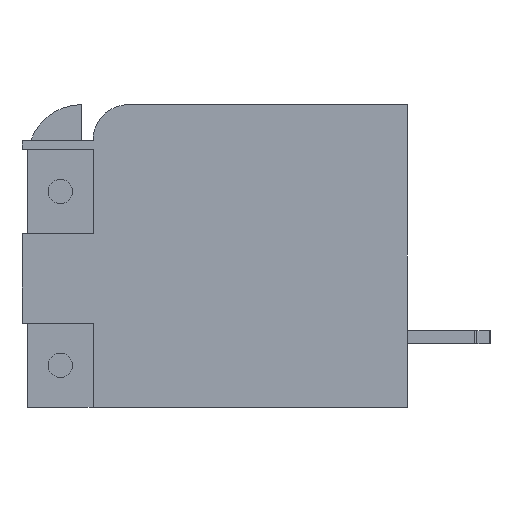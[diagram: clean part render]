
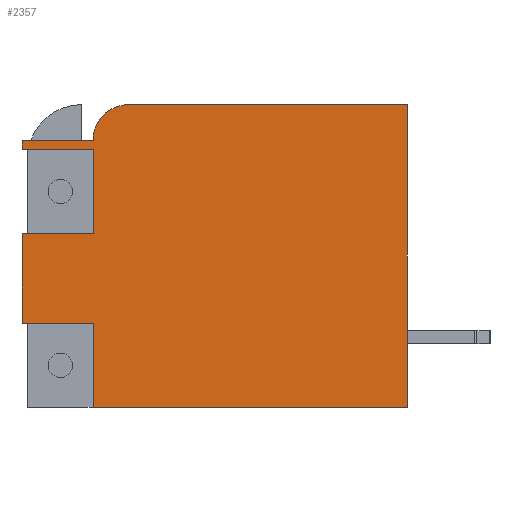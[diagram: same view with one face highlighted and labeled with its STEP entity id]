
A CAD part, left-side view. The second image highlights one B-rep face of the part: STEP entity #2357.
In plain terms, the highlighted planar face has unit normal (-1, 0, 0).
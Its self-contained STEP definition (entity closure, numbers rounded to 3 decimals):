
#61=DIRECTION('',(0.,-1.,0.));
#62=VECTOR('',#61,16.8);
#63=CARTESIAN_POINT('',(-10.3,6.5,-8.1));
#64=LINE('',#63,#62);
#317=DIRECTION('',(0.,-1.,0.));
#318=VECTOR('',#317,14.9);
#319=CARTESIAN_POINT('',(-10.3,4.6,8.1));
#320=LINE('',#319,#318);
#321=CARTESIAN_POINT('',(-10.3,4.6,6.2));
#322=DIRECTION('',(-1.,0.,0.));
#323=DIRECTION('',(0.,0.,1.));
#324=AXIS2_PLACEMENT_3D('',#321,#322,#323);
#326=DIRECTION('',(0.,0.,1.));
#327=VECTOR('',#326,4.5);
#328=CARTESIAN_POINT('',(-10.3,6.5,-8.1));
#329=LINE('',#328,#327);
#330=DIRECTION('',(0.,-1.,0.));
#331=VECTOR('',#330,3.8);
#332=CARTESIAN_POINT('',(-10.3,10.3,-3.6));
#333=LINE('',#332,#331);
#334=DIRECTION('',(0.,0.,1.));
#335=VECTOR('',#334,4.8);
#336=CARTESIAN_POINT('',(-10.3,10.3,-3.6));
#337=LINE('',#336,#335);
#338=DIRECTION('',(0.,-1.,0.));
#339=VECTOR('',#338,3.8);
#340=CARTESIAN_POINT('',(-10.3,10.3,1.2));
#341=LINE('',#340,#339);
#342=DIRECTION('',(0.,0.,1.));
#343=VECTOR('',#342,4.5);
#344=CARTESIAN_POINT('',(-10.3,6.5,1.2));
#345=LINE('',#344,#343);
#346=DIRECTION('',(0.,-1.,0.));
#347=VECTOR('',#346,3.8);
#348=CARTESIAN_POINT('',(-10.3,10.3,5.7));
#349=LINE('',#348,#347);
#350=DIRECTION('',(0.,0.,1.));
#351=VECTOR('',#350,0.47);
#352=CARTESIAN_POINT('',(-10.3,10.3,5.7));
#353=LINE('',#352,#351);
#354=DIRECTION('',(0.,-1.,0.));
#355=VECTOR('',#354,3.8);
#356=CARTESIAN_POINT('',(-10.3,10.3,6.17));
#357=LINE('',#356,#355);
#358=DIRECTION('',(0.,0.,-1.));
#359=VECTOR('',#358,0.03);
#360=CARTESIAN_POINT('',(-10.3,6.5,6.2));
#361=LINE('',#360,#359);
#366=DIRECTION('',(0.,0.,1.));
#367=VECTOR('',#366,16.2);
#368=CARTESIAN_POINT('',(-10.3,-10.3,-8.1));
#369=LINE('',#368,#367);
#1489=CARTESIAN_POINT('',(-10.3,-10.3,-8.1));
#1490=CARTESIAN_POINT('',(-10.3,-10.3,8.1));
#1491=VERTEX_POINT('',#1489);
#1492=VERTEX_POINT('',#1490);
#1553=CARTESIAN_POINT('',(-10.3,6.5,-8.1));
#1554=VERTEX_POINT('',#1553);
#1555=CARTESIAN_POINT('',(-10.3,10.3,-3.6));
#1557=VERTEX_POINT('',#1555);
#1559=CARTESIAN_POINT('',(-10.3,10.3,1.2));
#1561=VERTEX_POINT('',#1559);
#1563=CARTESIAN_POINT('',(-10.3,10.3,5.7));
#1565=VERTEX_POINT('',#1563);
#1567=CARTESIAN_POINT('',(-10.3,6.5,-3.6));
#1568=VERTEX_POINT('',#1567);
#1569=CARTESIAN_POINT('',(-10.3,6.5,1.2));
#1570=VERTEX_POINT('',#1569);
#1571=CARTESIAN_POINT('',(-10.3,6.5,5.7));
#1572=VERTEX_POINT('',#1571);
#1661=CARTESIAN_POINT('',(-10.3,10.3,6.17));
#1663=VERTEX_POINT('',#1661);
#1665=CARTESIAN_POINT('',(-10.3,6.5,6.17));
#1666=VERTEX_POINT('',#1665);
#1689=CARTESIAN_POINT('',(-10.3,4.6,8.1));
#1690=CARTESIAN_POINT('',(-10.3,6.5,6.2));
#1691=VERTEX_POINT('',#1689);
#1692=VERTEX_POINT('',#1690);
#2327=CARTESIAN_POINT('',(-10.3,10.3,-8.1));
#2328=DIRECTION('',(-1.,0.,0.));
#2329=DIRECTION('',(0.,-1.,0.));
#2330=AXIS2_PLACEMENT_3D('',#2327,#2328,#2329);
#2331=PLANE('',#2330);
#2332=ORIENTED_EDGE('',*,*,#2317,.F.);
#2333=ORIENTED_EDGE('',*,*,#2307,.T.);
#2335=ORIENTED_EDGE('',*,*,#2334,.F.);
#2336=ORIENTED_EDGE('',*,*,#1998,.F.);
#2338=ORIENTED_EDGE('',*,*,#2337,.T.);
#2340=ORIENTED_EDGE('',*,*,#2339,.F.);
#2342=ORIENTED_EDGE('',*,*,#2341,.T.);
#2344=ORIENTED_EDGE('',*,*,#2343,.T.);
#2346=ORIENTED_EDGE('',*,*,#2345,.T.);
#2348=ORIENTED_EDGE('',*,*,#2347,.F.);
#2350=ORIENTED_EDGE('',*,*,#2349,.T.);
#2352=ORIENTED_EDGE('',*,*,#2351,.T.);
#2354=ORIENTED_EDGE('',*,*,#2353,.F.);
#2355=EDGE_LOOP('',(#2332,#2333,#2335,#2336,#2338,#2340,#2342,#2344,#2346,#2348,
#2350,#2352,#2354));
#2356=FACE_OUTER_BOUND('',#2355,.F.);
#2357=ADVANCED_FACE('',(#2356),#2331,.T.);
#325=CIRCLE('',#324,1.9);
#1998=EDGE_CURVE('',#1554,#1491,#64,.T.);
#2307=EDGE_CURVE('',#1691,#1492,#320,.T.);
#2317=EDGE_CURVE('',#1691,#1692,#325,.T.);
#2334=EDGE_CURVE('',#1491,#1492,#369,.T.);
#2337=EDGE_CURVE('',#1554,#1568,#329,.T.);
#2339=EDGE_CURVE('',#1557,#1568,#333,.T.);
#2341=EDGE_CURVE('',#1557,#1561,#337,.T.);
#2343=EDGE_CURVE('',#1561,#1570,#341,.T.);
#2345=EDGE_CURVE('',#1570,#1572,#345,.T.);
#2347=EDGE_CURVE('',#1565,#1572,#349,.T.);
#2349=EDGE_CURVE('',#1565,#1663,#353,.T.);
#2351=EDGE_CURVE('',#1663,#1666,#357,.T.);
#2353=EDGE_CURVE('',#1692,#1666,#361,.T.);
